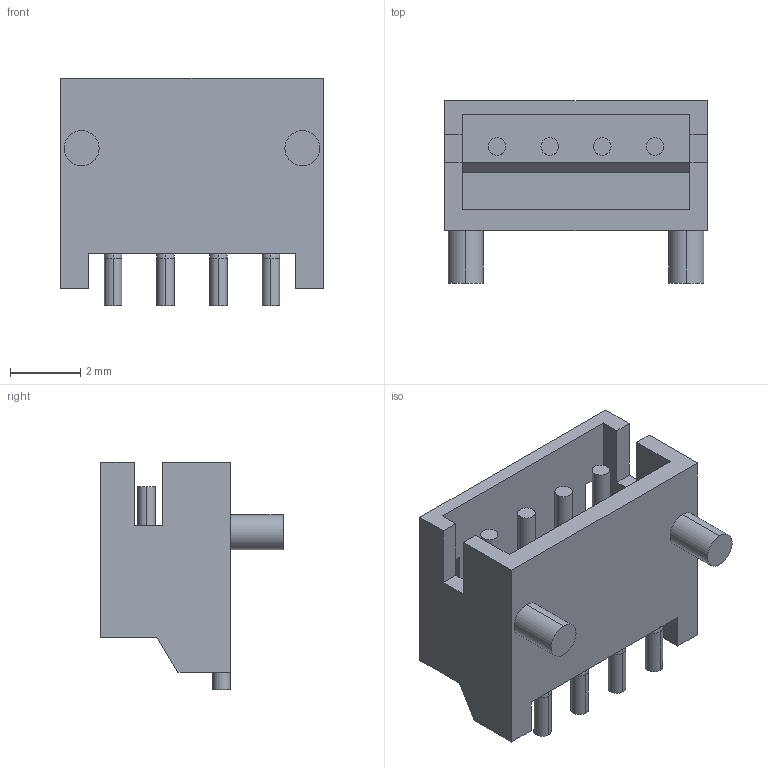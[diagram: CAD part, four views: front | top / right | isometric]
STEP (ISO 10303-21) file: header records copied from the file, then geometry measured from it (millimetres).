
FILE_DESCRIPTION (( 'STEP AP214' ), '1' );
FILE_NAME ('S4B-ZR-SM2.STEP', '2010-06-16T04:59:12', ( ' ' ), ( ' ' ), 'SwSTEP 2.0', 'SolidWorks 2005235', '' );
FILE_SCHEMA (( 'AUTOMOTIVE_DESIGN' ));
Length unit declared in the file: millimetre
Products named in the file (1): S4B-ZR-SM2
Bounding box: 7.5 x 5.2 x 6.5 mm (x, y, z)
Volume: 87.1 mm3; surface area: 270.9 mm2
Topology: 1 solids, 1 shells, 70 faces, 176 edges, 114 vertices
Faces by surface type: plane 42, cylinder 20, torus 8
Entity records: 2945 total; most frequent: CARTESIAN_POINT 433, DIRECTION 358, ORIENTED_EDGE 352, EDGE_CURVE 176, VECTOR 120, LINE 120, AXIS2_PLACEMENT_3D 119, VERTEX_POINT 114
